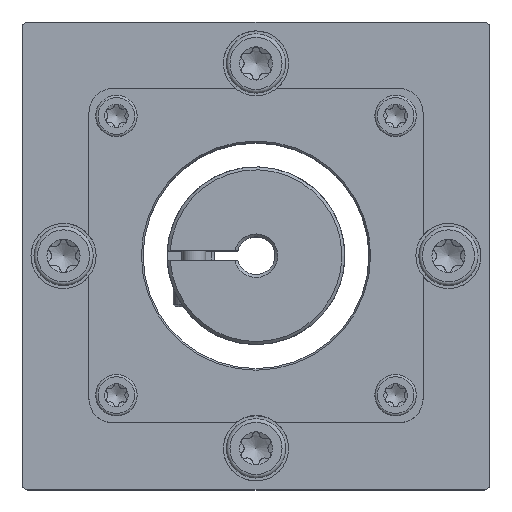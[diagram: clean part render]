
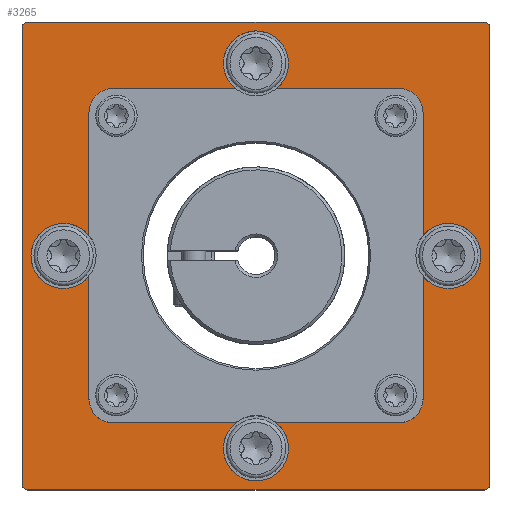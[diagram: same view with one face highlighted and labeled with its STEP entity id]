
A CAD part, top view. The second image highlights one B-rep face of the part: STEP entity #3265.
In plain terms, the highlighted planar face has unit normal (0, 0, 1).
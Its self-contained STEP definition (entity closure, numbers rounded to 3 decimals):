
#240=CIRCLE('',#3535,4.);
#242=CIRCLE('',#3538,4.);
#244=CIRCLE('',#3541,4.);
#246=CIRCLE('',#3544,4.);
#258=CIRCLE('',#3559,1.);
#260=CIRCLE('',#3563,1.);
#262=CIRCLE('',#3567,1.);
#264=CIRCLE('',#3571,1.);
#265=CIRCLE('',#3573,5.5);
#266=CIRCLE('',#3574,5.5);
#267=CIRCLE('',#3575,5.5);
#268=CIRCLE('',#3576,5.5);
#647=ORIENTED_EDGE('',*,*,#1555,.T.);
#648=ORIENTED_EDGE('',*,*,#1489,.F.);
#649=ORIENTED_EDGE('',*,*,#1520,.F.);
#650=ORIENTED_EDGE('',*,*,#1507,.F.);
#651=ORIENTED_EDGE('',*,*,#1556,.T.);
#652=ORIENTED_EDGE('',*,*,#1513,.F.);
#653=ORIENTED_EDGE('',*,*,#1518,.F.);
#654=ORIENTED_EDGE('',*,*,#1499,.F.);
#655=ORIENTED_EDGE('',*,*,#1557,.T.);
#656=ORIENTED_EDGE('',*,*,#1505,.F.);
#657=ORIENTED_EDGE('',*,*,#1516,.F.);
#658=ORIENTED_EDGE('',*,*,#1491,.F.);
#659=ORIENTED_EDGE('',*,*,#1558,.T.);
#660=ORIENTED_EDGE('',*,*,#1497,.F.);
#661=ORIENTED_EDGE('',*,*,#1514,.F.);
#662=ORIENTED_EDGE('',*,*,#1483,.F.);
#663=ORIENTED_EDGE('',*,*,#1533,.T.);
#664=ORIENTED_EDGE('',*,*,#1537,.T.);
#665=ORIENTED_EDGE('',*,*,#1540,.T.);
#666=ORIENTED_EDGE('',*,*,#1543,.T.);
#667=ORIENTED_EDGE('',*,*,#1546,.T.);
#668=ORIENTED_EDGE('',*,*,#1549,.T.);
#669=ORIENTED_EDGE('',*,*,#1552,.T.);
#670=ORIENTED_EDGE('',*,*,#1554,.T.);
#1483=EDGE_CURVE('',#1950,#1952,#2286,.T.);
#1489=EDGE_CURVE('',#1957,#1955,#2292,.T.);
#1491=EDGE_CURVE('',#1958,#1960,#2294,.T.);
#1497=EDGE_CURVE('',#1965,#1963,#2300,.T.);
#1499=EDGE_CURVE('',#1966,#1968,#2302,.T.);
#1505=EDGE_CURVE('',#1973,#1971,#2308,.T.);
#1507=EDGE_CURVE('',#1974,#1976,#2310,.T.);
#1513=EDGE_CURVE('',#1981,#1979,#2316,.T.);
#1514=EDGE_CURVE('',#1952,#1965,#240,.T.);
#1516=EDGE_CURVE('',#1960,#1973,#242,.T.);
#1518=EDGE_CURVE('',#1968,#1981,#244,.T.);
#1520=EDGE_CURVE('',#1976,#1957,#246,.T.);
#1533=EDGE_CURVE('',#1990,#1989,#2319,.T.);
#1537=EDGE_CURVE('',#1989,#1992,#258,.T.);
#1540=EDGE_CURVE('',#1992,#1994,#2324,.T.);
#1543=EDGE_CURVE('',#1994,#1996,#260,.T.);
#1546=EDGE_CURVE('',#1996,#1998,#2328,.T.);
#1549=EDGE_CURVE('',#1998,#2000,#262,.T.);
#1552=EDGE_CURVE('',#2000,#2002,#2332,.T.);
#1554=EDGE_CURVE('',#2002,#1990,#264,.T.);
#1555=EDGE_CURVE('',#1950,#1955,#265,.F.);
#1556=EDGE_CURVE('',#1974,#1979,#266,.F.);
#1557=EDGE_CURVE('',#1966,#1971,#267,.F.);
#1558=EDGE_CURVE('',#1958,#1963,#268,.F.);
#1950=VERTEX_POINT('',#4998);
#1952=VERTEX_POINT('',#5001);
#1955=VERTEX_POINT('',#5008);
#1957=VERTEX_POINT('',#5012);
#1958=VERTEX_POINT('',#5016);
#1960=VERTEX_POINT('',#5019);
#1963=VERTEX_POINT('',#5026);
#1965=VERTEX_POINT('',#5030);
#1966=VERTEX_POINT('',#5034);
#1968=VERTEX_POINT('',#5037);
#1971=VERTEX_POINT('',#5044);
#1973=VERTEX_POINT('',#5048);
#1974=VERTEX_POINT('',#5052);
#1976=VERTEX_POINT('',#5055);
#1979=VERTEX_POINT('',#5062);
#1981=VERTEX_POINT('',#5066);
#1989=VERTEX_POINT('',#5100);
#1990=VERTEX_POINT('',#5102);
#1992=VERTEX_POINT('',#5108);
#1994=VERTEX_POINT('',#5114);
#1996=VERTEX_POINT('',#5120);
#1998=VERTEX_POINT('',#5126);
#2000=VERTEX_POINT('',#5132);
#2002=VERTEX_POINT('',#5138);
#2286=LINE('',#5000,#2448);
#2292=LINE('',#5013,#2454);
#2294=LINE('',#5018,#2456);
#2300=LINE('',#5031,#2462);
#2302=LINE('',#5036,#2464);
#2308=LINE('',#5049,#2470);
#2310=LINE('',#5054,#2472);
#2316=LINE('',#5067,#2478);
#2319=LINE('',#5101,#2481);
#2324=LINE('',#5115,#2486);
#2328=LINE('',#5127,#2490);
#2332=LINE('',#5139,#2494);
#2448=VECTOR('',#3966,1000.);
#2454=VECTOR('',#3974,1000.);
#2456=VECTOR('',#3978,1000.);
#2462=VECTOR('',#3986,1000.);
#2464=VECTOR('',#3990,1000.);
#2470=VECTOR('',#3998,1000.);
#2472=VECTOR('',#4002,1000.);
#2478=VECTOR('',#4010,1000.);
#2481=VECTOR('',#4059,1000.);
#2486=VECTOR('',#4072,1000.);
#2490=VECTOR('',#4084,1000.);
#2494=VECTOR('',#4096,1000.);
#2635=EDGE_LOOP('',(#647,#648,#649,#650,#651,#652,#653,#654,#655,#656,#657,
#658,#659,#660,#661,#662));
#2636=EDGE_LOOP('',(#663,#664,#665,#666,#667,#668,#669,#670));
#2921=FACE_BOUND('',#2635,.T.);
#2922=FACE_BOUND('',#2636,.T.);
#3201=PLANE('',#3572);
#3265=ADVANCED_FACE('',(#2921,#2922),#3201,.T.);
#3535=AXIS2_PLACEMENT_3D('',#5069,#4013,#4014);
#3538=AXIS2_PLACEMENT_3D('',#5072,#4019,#4020);
#3541=AXIS2_PLACEMENT_3D('',#5075,#4025,#4026);
#3544=AXIS2_PLACEMENT_3D('',#5078,#4031,#4032);
#3559=AXIS2_PLACEMENT_3D('',#5109,#4066,#4067);
#3563=AXIS2_PLACEMENT_3D('',#5121,#4078,#4079);
#3567=AXIS2_PLACEMENT_3D('',#5133,#4090,#4091);
#3571=AXIS2_PLACEMENT_3D('',#5142,#4101,#4102);
#3572=AXIS2_PLACEMENT_3D('',#5143,#4103,#4104);
#3573=AXIS2_PLACEMENT_3D('',#5144,#4105,#4106);
#3574=AXIS2_PLACEMENT_3D('',#5145,#4107,#4108);
#3575=AXIS2_PLACEMENT_3D('',#5146,#4109,#4110);
#3576=AXIS2_PLACEMENT_3D('',#5147,#4111,#4112);
#3966=DIRECTION('',(0.,-1.,0.));
#3974=DIRECTION('',(0.,-1.,0.));
#3978=DIRECTION('',(1.,0.,0.));
#3986=DIRECTION('',(1.,0.,0.));
#3990=DIRECTION('',(0.,1.,0.));
#3998=DIRECTION('',(0.,1.,0.));
#4002=DIRECTION('',(-1.,0.,0.));
#4010=DIRECTION('',(-1.,0.,0.));
#4013=DIRECTION('',(0.,0.,1.));
#4014=DIRECTION('',(1.,0.,0.));
#4019=DIRECTION('',(0.,0.,1.));
#4020=DIRECTION('',(1.,0.,0.));
#4025=DIRECTION('',(0.,0.,1.));
#4026=DIRECTION('',(1.,0.,0.));
#4031=DIRECTION('',(0.,0.,1.));
#4032=DIRECTION('',(1.,0.,0.));
#4059=DIRECTION('',(0.,-1.,0.));
#4066=DIRECTION('',(0.,0.,1.));
#4067=DIRECTION('',(1.,0.,0.));
#4072=DIRECTION('',(1.,0.,0.));
#4078=DIRECTION('',(0.,0.,1.));
#4079=DIRECTION('',(1.,0.,0.));
#4084=DIRECTION('',(0.,1.,0.));
#4090=DIRECTION('',(0.,0.,1.));
#4091=DIRECTION('',(1.,0.,0.));
#4096=DIRECTION('',(-1.,0.,0.));
#4101=DIRECTION('',(0.,0.,1.));
#4102=DIRECTION('',(1.,0.,0.));
#4103=DIRECTION('',(0.,0.,1.));
#4104=DIRECTION('',(1.,0.,0.));
#4105=DIRECTION('',(0.,0.,1.));
#4106=DIRECTION('',(1.,0.,0.));
#4107=DIRECTION('',(0.,0.,1.));
#4108=DIRECTION('',(1.,0.,0.));
#4109=DIRECTION('',(0.,0.,1.));
#4110=DIRECTION('',(1.,0.,0.));
#4111=DIRECTION('',(0.,0.,1.));
#4112=DIRECTION('',(1.,0.,0.));
#4998=CARTESIAN_POINT('',(-28.2,-3.429,14.));
#5000=CARTESIAN_POINT('',(-28.2,24.2,14.));
#5001=CARTESIAN_POINT('',(-28.2,-24.2,14.));
#5008=CARTESIAN_POINT('',(-28.2,3.429,14.));
#5012=CARTESIAN_POINT('',(-28.2,24.2,14.));
#5013=CARTESIAN_POINT('',(-28.2,24.2,14.));
#5016=CARTESIAN_POINT('',(3.429,-28.2,14.));
#5018=CARTESIAN_POINT('',(-24.2,-28.2,14.));
#5019=CARTESIAN_POINT('',(24.2,-28.2,14.));
#5026=CARTESIAN_POINT('',(-3.429,-28.2,14.));
#5030=CARTESIAN_POINT('',(-24.2,-28.2,14.));
#5031=CARTESIAN_POINT('',(-24.2,-28.2,14.));
#5034=CARTESIAN_POINT('',(28.2,3.429,14.));
#5036=CARTESIAN_POINT('',(28.2,-24.2,14.));
#5037=CARTESIAN_POINT('',(28.2,24.2,14.));
#5044=CARTESIAN_POINT('',(28.2,-3.429,14.));
#5048=CARTESIAN_POINT('',(28.2,-24.2,14.));
#5049=CARTESIAN_POINT('',(28.2,-24.2,14.));
#5052=CARTESIAN_POINT('',(-3.429,28.2,14.));
#5054=CARTESIAN_POINT('',(24.2,28.2,14.));
#5055=CARTESIAN_POINT('',(-24.2,28.2,14.));
#5062=CARTESIAN_POINT('',(3.429,28.2,14.));
#5066=CARTESIAN_POINT('',(24.2,28.2,14.));
#5067=CARTESIAN_POINT('',(24.2,28.2,14.));
#5069=CARTESIAN_POINT('',(-24.2,-24.2,14.));
#5072=CARTESIAN_POINT('',(24.2,-24.2,14.));
#5075=CARTESIAN_POINT('',(24.2,24.2,14.));
#5078=CARTESIAN_POINT('',(-24.2,24.2,14.));
#5100=CARTESIAN_POINT('',(-39.5,-38.5,14.));
#5101=CARTESIAN_POINT('',(-39.5,38.5,14.));
#5102=CARTESIAN_POINT('',(-39.5,38.5,14.));
#5108=CARTESIAN_POINT('',(-38.5,-39.5,14.));
#5109=CARTESIAN_POINT('',(-38.5,-38.5,14.));
#5114=CARTESIAN_POINT('',(38.5,-39.5,14.));
#5115=CARTESIAN_POINT('',(-38.5,-39.5,14.));
#5120=CARTESIAN_POINT('',(39.5,-38.5,14.));
#5121=CARTESIAN_POINT('',(38.5,-38.5,14.));
#5126=CARTESIAN_POINT('',(39.5,38.5,14.));
#5127=CARTESIAN_POINT('',(39.5,-38.5,14.));
#5132=CARTESIAN_POINT('',(38.5,39.5,14.));
#5133=CARTESIAN_POINT('',(38.5,38.5,14.));
#5138=CARTESIAN_POINT('',(-38.5,39.5,14.));
#5139=CARTESIAN_POINT('',(38.5,39.5,14.));
#5142=CARTESIAN_POINT('',(-38.5,38.5,14.));
#5143=CARTESIAN_POINT('',(-38.5,-38.5,14.));
#5144=CARTESIAN_POINT('',(-32.5,0.,14.));
#5145=CARTESIAN_POINT('',(0.,32.5,14.));
#5146=CARTESIAN_POINT('',(32.5,0.,14.));
#5147=CARTESIAN_POINT('',(0.,-32.5,14.));
